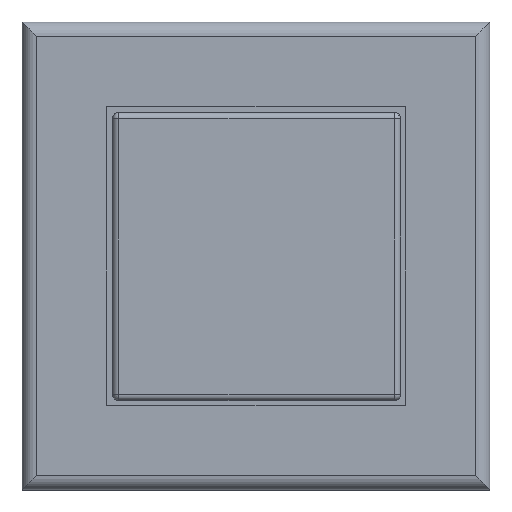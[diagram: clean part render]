
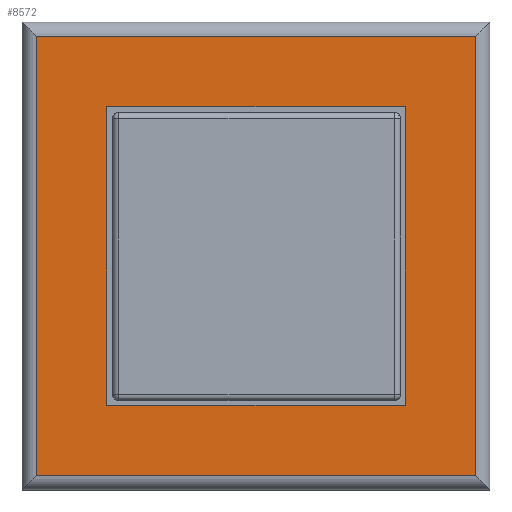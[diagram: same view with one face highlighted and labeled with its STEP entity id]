
A CAD part, top view. The second image highlights one B-rep face of the part: STEP entity #8572.
In plain terms, the highlighted planar face has unit normal (0, 0, 1).
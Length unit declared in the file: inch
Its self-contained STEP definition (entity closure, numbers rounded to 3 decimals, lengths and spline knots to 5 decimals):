
#8349=CARTESIAN_POINT('',(-0.36024,-0.36024,0.5));
#8350=VERTEX_POINT('',#8349);
#8351=CARTESIAN_POINT('',(-0.36024,0.36024,0.5));
#8352=VERTEX_POINT('',#8351);
#8353=CARTESIAN_POINT('',(-0.36024,-0.36024,0.5));
#8354=DIRECTION('',(0.0,1.0,0.0));
#8355=VECTOR('',#8354,0.72047);
#8356=LINE('',#8353,#8355);
#8357=EDGE_CURVE('',#8350,#8352,#8356,.T.);
#8391=CARTESIAN_POINT('',(0.36024,0.36024,0.5));
#8392=VERTEX_POINT('',#8391);
#8393=CARTESIAN_POINT('',(-0.36024,0.36024,0.5));
#8394=DIRECTION('',(1.0,0.0,0.0));
#8395=VECTOR('',#8394,0.72047);
#8396=LINE('',#8393,#8395);
#8397=EDGE_CURVE('',#8352,#8392,#8396,.T.);
#8423=CARTESIAN_POINT('',(0.36024,-0.36024,0.5));
#8424=VERTEX_POINT('',#8423);
#8425=CARTESIAN_POINT('',(0.36024,0.36024,0.5));
#8426=DIRECTION('',(0.0,-1.0,0.0));
#8427=VECTOR('',#8426,0.72047);
#8428=LINE('',#8425,#8427);
#8429=EDGE_CURVE('',#8392,#8424,#8428,.T.);
#8455=CARTESIAN_POINT('',(0.36024,-0.36024,0.5));
#8456=DIRECTION('',(-1.0,0.0,0.0));
#8457=VECTOR('',#8456,0.72047);
#8458=LINE('',#8455,#8457);
#8459=EDGE_CURVE('',#8424,#8350,#8458,.T.);
#8527=CARTESIAN_POINT('',(-0.39626,-0.39626,0.5));
#8528=DIRECTION('',(0.0,0.0,1.0));
#8529=DIRECTION('',(1.0,0.0,0.0));
#8530=AXIS2_PLACEMENT_3D('',#8527,#8528,#8529);
#8531=PLANE('',#8530);
#8532=ORIENTED_EDGE('',*,*,#8357,.F.);
#8533=ORIENTED_EDGE('',*,*,#8459,.F.);
#8534=ORIENTED_EDGE('',*,*,#8429,.F.);
#8535=ORIENTED_EDGE('',*,*,#8397,.F.);
#8536=EDGE_LOOP('',(#8532,#8533,#8534,#8535));
#8537=FACE_OUTER_BOUND('',#8536,.T.);
#8538=CARTESIAN_POINT('',(-0.24508,0.24508,0.5));
#8539=VERTEX_POINT('',#8538);
#8540=CARTESIAN_POINT('',(0.24508,0.24508,0.5));
#8541=VERTEX_POINT('',#8540);
#8542=CARTESIAN_POINT('',(-0.24508,0.24508,0.5));
#8543=DIRECTION('',(1.0,0.0,0.0));
#8544=VECTOR('',#8543,0.49016);
#8545=LINE('',#8542,#8544);
#8546=EDGE_CURVE('',#8539,#8541,#8545,.T.);
#8547=ORIENTED_EDGE('',*,*,#8546,.T.);
#8548=CARTESIAN_POINT('',(0.24508,-0.24508,0.5));
#8549=VERTEX_POINT('',#8548);
#8550=CARTESIAN_POINT('',(0.24508,0.24508,0.5));
#8551=DIRECTION('',(0.0,-1.0,0.0));
#8552=VECTOR('',#8551,0.49016);
#8553=LINE('',#8550,#8552);
#8554=EDGE_CURVE('',#8541,#8549,#8553,.T.);
#8555=ORIENTED_EDGE('',*,*,#8554,.T.);
#8556=CARTESIAN_POINT('',(-0.24508,-0.24508,0.5));
#8557=VERTEX_POINT('',#8556);
#8558=CARTESIAN_POINT('',(0.24508,-0.24508,0.5));
#8559=DIRECTION('',(-1.0,0.0,0.0));
#8560=VECTOR('',#8559,0.49016);
#8561=LINE('',#8558,#8560);
#8562=EDGE_CURVE('',#8549,#8557,#8561,.T.);
#8563=ORIENTED_EDGE('',*,*,#8562,.T.);
#8564=CARTESIAN_POINT('',(-0.24508,-0.24508,0.5));
#8565=DIRECTION('',(0.0,1.0,0.0));
#8566=VECTOR('',#8565,0.49016);
#8567=LINE('',#8564,#8566);
#8568=EDGE_CURVE('',#8557,#8539,#8567,.T.);
#8569=ORIENTED_EDGE('',*,*,#8568,.T.);
#8570=EDGE_LOOP('',(#8547,#8555,#8563,#8569));
#8571=FACE_BOUND('',#8570,.T.);
#8572=ADVANCED_FACE('',(#8537,#8571),#8531,.T.);
